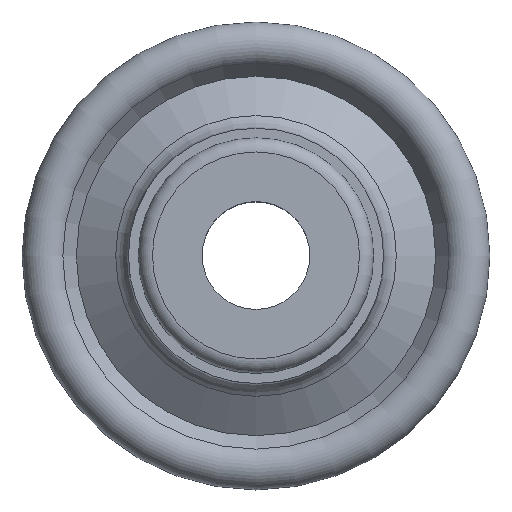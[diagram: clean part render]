
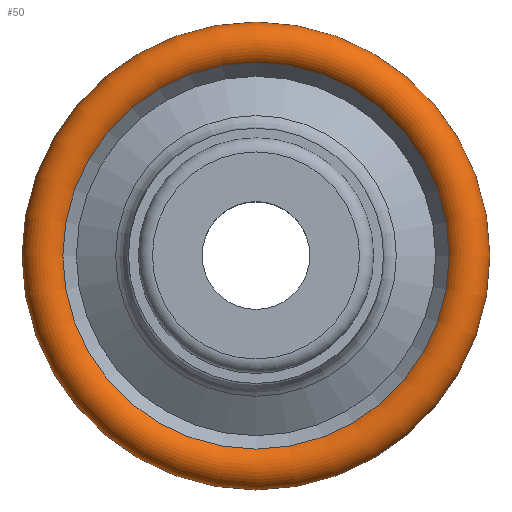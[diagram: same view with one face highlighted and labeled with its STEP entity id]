
A CAD part, top view. The second image highlights one B-rep face of the part: STEP entity #50.
In plain terms, the highlighted toroidal (fillet/blend) face has major radius 7.45 mm and minor radius 0.8 mm.
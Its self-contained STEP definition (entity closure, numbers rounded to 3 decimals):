
#50 = ADVANCED_FACE( '', ( #109, #110 ), #111, .T. );
#109 = FACE_OUTER_BOUND( '', #180, .T. );
#110 = FACE_OUTER_BOUND( '', #181, .T. );
#111 = TOROIDAL_SURFACE( '', #182, 7.45, 0.8 );
#180 = EDGE_LOOP( '', ( #255 ) );
#181 = EDGE_LOOP( '', ( #256 ) );
#182 = AXIS2_PLACEMENT_3D( '', #257, #258, #259 );
#255 = ORIENTED_EDGE( '', *, *, #335, .F. );
#256 = ORIENTED_EDGE( '', *, *, #333, .T. );
#257 = CARTESIAN_POINT( '', ( 0., 0., 1.9 ) );
#258 = DIRECTION( '', ( 0., 0., 1. ) );
#259 = DIRECTION( '', ( 1., 0., 0. ) );
#333 = EDGE_CURVE( '', #373, #373, #374, .T. );
#335 = EDGE_CURVE( '', #376, #376, #377, .T. );
#373 = VERTEX_POINT( '', #421 );
#374 = CIRCLE( '', #422, 8.25 );
#376 = VERTEX_POINT( '', #424 );
#377 = CIRCLE( '', #425, 6.811 );
#421 = CARTESIAN_POINT( '', ( 8.25, 0., 1.9 ) );
#422 = AXIS2_PLACEMENT_3D( '', #472, #473, #474 );
#424 = CARTESIAN_POINT( '', ( 6.811, 0., 2.381 ) );
#425 = AXIS2_PLACEMENT_3D( '', #475, #476, #477 );
#472 = CARTESIAN_POINT( '', ( 0., 0., 1.9 ) );
#473 = DIRECTION( '', ( 0., 0., 1. ) );
#474 = DIRECTION( '', ( 1., 0., 0. ) );
#475 = CARTESIAN_POINT( '', ( 0., 0., 2.381 ) );
#476 = DIRECTION( '', ( 0., 0., 1. ) );
#477 = DIRECTION( '', ( 1., 0., 0. ) );
